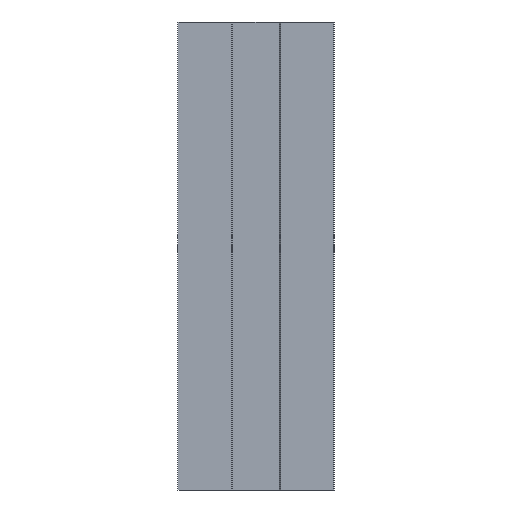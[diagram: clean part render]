
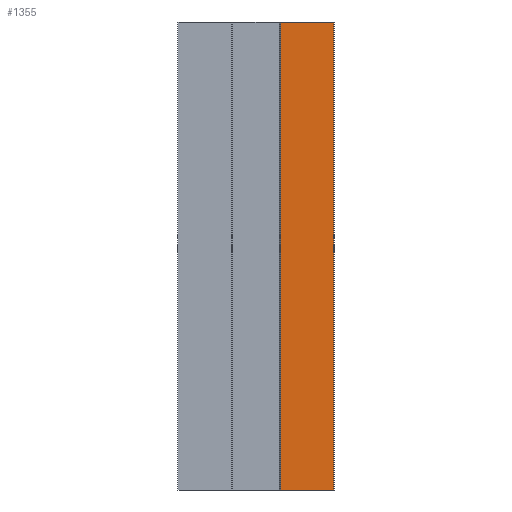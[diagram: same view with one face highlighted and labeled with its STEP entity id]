
A CAD part, left-side view. The second image highlights one B-rep face of the part: STEP entity #1355.
In plain terms, the highlighted planar face has unit normal (-1, 0, 0).
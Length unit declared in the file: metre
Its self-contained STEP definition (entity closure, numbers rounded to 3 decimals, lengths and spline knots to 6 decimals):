
#33 = VECTOR ( 'NONE', #675, 1. ) ;
#34 = ORIENTED_EDGE ( 'NONE', *, *, #996, .T. ) ;
#113 = EDGE_LOOP ( 'NONE', ( #34, #245, #869, #1440 ) ) ;
#144 = VECTOR ( 'NONE', #1300, 1. ) ;
#173 = DIRECTION ( 'NONE',  ( 0., -1., 0. ) ) ;
#245 = ORIENTED_EDGE ( 'NONE', *, *, #1456, .F. ) ;
#275 = CARTESIAN_POINT ( 'NONE',  ( 0., 0.0068, 0. ) ) ;
#280 = DIRECTION ( 'NONE',  ( 1., 0., 0. ) ) ;
#291 = FACE_OUTER_BOUND ( 'NONE', #113, .T. ) ;
#315 = CARTESIAN_POINT ( 'NONE',  ( 0., 0., 0.06 ) ) ;
#675 = DIRECTION ( 'NONE',  ( 0., -1., 0. ) ) ;
#678 = LINE ( 'NONE', #1175, #806 ) ;
#736 = AXIS2_PLACEMENT_3D ( 'NONE', #315, #280, #1555 ) ;
#746 = CARTESIAN_POINT ( 'NONE',  ( 0., 0., 0. ) ) ;
#805 = VERTEX_POINT ( 'NONE', #746 ) ;
#806 = VECTOR ( 'NONE', #1563, 1. ) ;
#869 = ORIENTED_EDGE ( 'NONE', *, *, #1452, .F. ) ;
#881 = VERTEX_POINT ( 'NONE', #1347 ) ;
#987 = VERTEX_POINT ( 'NONE', #275 ) ;
#996 = EDGE_CURVE ( 'NONE', #987, #805, #1514, .T. ) ;
#1049 = EDGE_CURVE ( 'NONE', #1425, #987, #1080, .T. ) ;
#1051 = PLANE ( 'NONE',  #736 ) ;
#1064 = CARTESIAN_POINT ( 'NONE',  ( 0., 0., 0.06 ) ) ;
#1080 = LINE ( 'NONE', #1454, #144 ) ;
#1175 = CARTESIAN_POINT ( 'NONE',  ( 0., 0., 0.06 ) ) ;
#1200 = VECTOR ( 'NONE', #173, 1. ) ;
#1294 = CARTESIAN_POINT ( 'NONE',  ( 0., 0., 0. ) ) ;
#1296 = LINE ( 'NONE', #1064, #1200 ) ;
#1300 = DIRECTION ( 'NONE',  ( 0., 0., -1. ) ) ;
#1347 = CARTESIAN_POINT ( 'NONE',  ( 0., 0., 0.06 ) ) ;
#1355 = ADVANCED_FACE ( 'NONE', ( #291 ), #1051, .F. ) ;
#1425 = VERTEX_POINT ( 'NONE', #1541 ) ;
#1440 = ORIENTED_EDGE ( 'NONE', *, *, #1049, .T. ) ;
#1452 = EDGE_CURVE ( 'NONE', #1425, #881, #1296, .T. ) ;
#1454 = CARTESIAN_POINT ( 'NONE',  ( 0., 0.0068, 0.06 ) ) ;
#1456 = EDGE_CURVE ( 'NONE', #881, #805, #678, .T. ) ;
#1514 = LINE ( 'NONE', #1294, #33 ) ;
#1541 = CARTESIAN_POINT ( 'NONE',  ( 0., 0.0068, 0.06 ) ) ;
#1555 = DIRECTION ( 'NONE',  ( 0., 1., 0. ) ) ;
#1563 = DIRECTION ( 'NONE',  ( 0., 0., -1. ) ) ;
